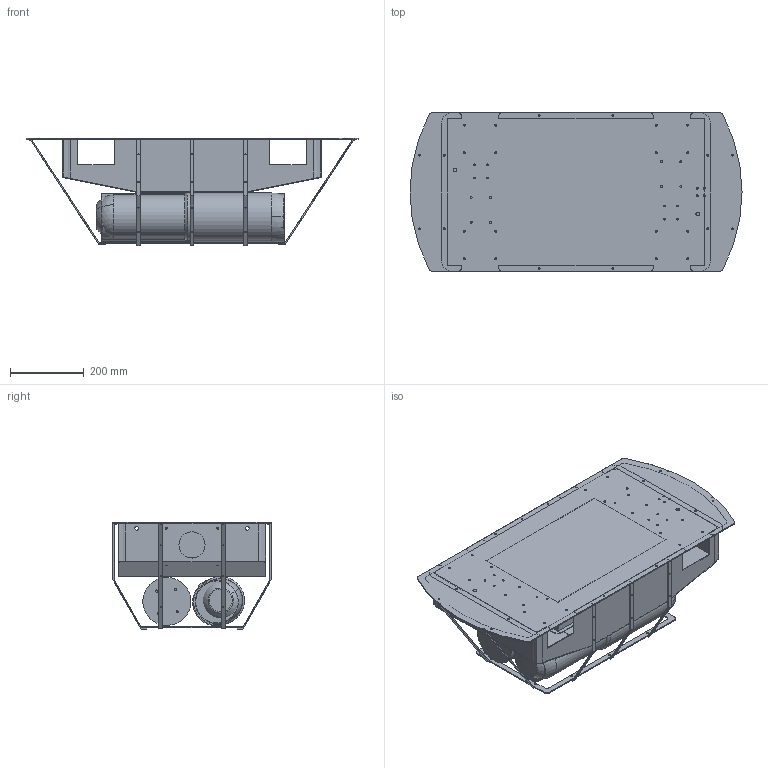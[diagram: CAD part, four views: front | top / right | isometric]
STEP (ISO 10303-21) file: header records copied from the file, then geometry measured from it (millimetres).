
FILE_DESCRIPTION (( 'STEP AP214' ), '1' );
FILE_NAME ('實褲蚾.STEP', '2024-10-26T08:33:40', ( 'ROG' ), ( '' ), 'SwSTEP 2.0', 'SolidWorks 2023', '' );
FILE_SCHEMA (( 'AUTOMOTIVE_DESIGN' ));
Length unit declared in the file: millimetre
Products named in the file (19): 外壳上; 千斤顶气囊上; 装起来; 千斤顶气囊2; 龟壳条; 龟壳; 千斤顶气囊下3; 千斤顶气囊下2; 龟壳装; 底板打孔2.1SLDASM; 千斤顶气囊上2; 装起来外壳; 龟壳条2; 第二层2.1; 千斤顶气囊; 底板打孔.STEP; 千斤顶; 底板1.STEP
Assembly tree (28 placements, depth 6):
  龟壳装
    装起来外壳
      装起来
        底板打孔2.1SLDASM
          底板打孔.STEP
            底板1.STEP
        第二层2.1
      千斤顶气囊  x2
        千斤顶气囊下2
        千斤顶
        千斤顶气囊上
    龟壳
      外壳上
      龟壳
      龟壳条  x4
      龟壳条2  x6
    千斤顶气囊2
      千斤顶气囊下3
      千斤顶
      千斤顶气囊上2
Bounding box: 900 x 430 x 291.28 mm (x, y, z)
Volume: 4854227.4 mm3; surface area: 4120633 mm2
Topology: 23 solids, 23 shells, 787 faces, 2179 edges, 1444 vertices
Faces by surface type: cylinder 521, plane 252, sphere 8, torus 6
Entity records: 18557 total; most frequent: DIRECTION 3380, CARTESIAN_POINT 3039, ORIENTED_EDGE 2940, EDGE_CURVE 1470, AXIS2_PLACEMENT_3D 1359, VERTEX_POINT 978, EDGE_LOOP 840, CIRCLE 798
